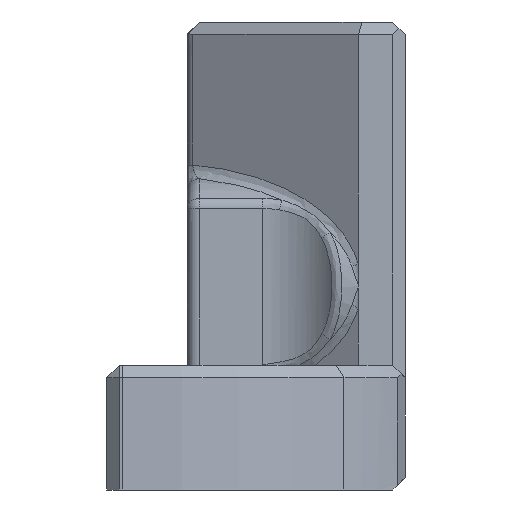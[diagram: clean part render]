
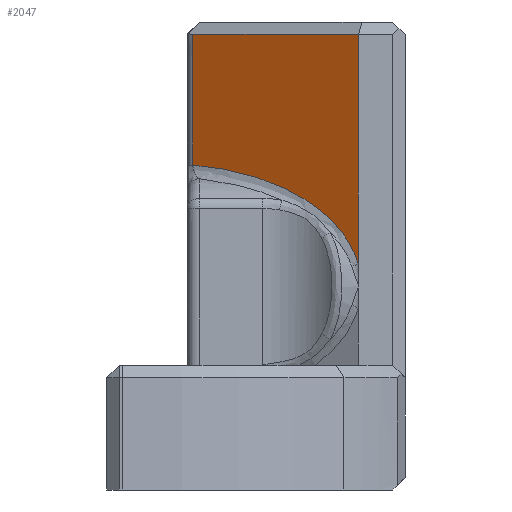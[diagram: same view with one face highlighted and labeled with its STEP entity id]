
A CAD part, left-side view. The second image highlights one B-rep face of the part: STEP entity #2047.
In plain terms, the highlighted planar face has unit normal (-0.843, 0.537, 0).
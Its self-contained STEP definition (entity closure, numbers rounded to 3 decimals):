
#45=ELLIPSE('',#2203,7.258,3.9);
#67=PLANE('',#2213);
#191=LINE('',#3188,#380);
#209=LINE('',#3356,#398);
#212=LINE('',#3361,#401);
#380=VECTOR('',#2426,10.);
#398=VECTOR('',#2470,10.);
#401=VECTOR('',#2475,10.);
#606=FACE_OUTER_BOUND('',#733,.T.);
#733=EDGE_LOOP('',(#1508,#1509,#1510,#1511));
#927=VERTEX_POINT('',#3167);
#931=VERTEX_POINT('',#3187);
#933=VERTEX_POINT('',#3217);
#955=VERTEX_POINT('',#3355);
#1129=EDGE_CURVE('',#927,#931,#191,.T.);
#1133=EDGE_CURVE('',#933,#927,#45,.T.);
#1161=EDGE_CURVE('',#931,#955,#209,.T.);
#1164=EDGE_CURVE('',#933,#955,#212,.T.);
#1508=ORIENTED_EDGE('',*,*,#1129,.F.);
#1509=ORIENTED_EDGE('',*,*,#1133,.F.);
#1510=ORIENTED_EDGE('',*,*,#1164,.T.);
#1511=ORIENTED_EDGE('',*,*,#1161,.F.);
#2047=ADVANCED_FACE('',(#606),#67,.T.);
#2203=AXIS2_PLACEMENT_3D('',#3219,#2433,#2434);
#2213=AXIS2_PLACEMENT_3D('',#3360,#2473,#2474);
#2426=DIRECTION('',(0.,0.,1.));
#2433=DIRECTION('center_axis',(-0.843,0.537,0.));
#2434=DIRECTION('ref_axis',(-0.537,-0.843,0.));
#2470=DIRECTION('',(-0.537,-0.843,0.));
#2473=DIRECTION('center_axis',(-0.843,0.537,0.));
#2474=DIRECTION('ref_axis',(-0.537,-0.843,0.));
#2475=DIRECTION('',(0.,0.,1.));
#3167=CARTESIAN_POINT('',(-34.973,0.743,10.413));
#3187=CARTESIAN_POINT('',(-34.973,0.743,14.6));
#3188=CARTESIAN_POINT('',(-34.973,0.743,2.));
#3217=CARTESIAN_POINT('',(-38.355,-4.566,7.236));
#3219=CARTESIAN_POINT('Origin',(-34.517,1.457,6.54));
#3355=CARTESIAN_POINT('',(-38.355,-4.566,14.6));
#3356=CARTESIAN_POINT('',(-35.647,-0.316,14.6));
#3360=CARTESIAN_POINT('Origin',(-34.855,0.928,4.));
#3361=CARTESIAN_POINT('',(-38.355,-4.566,4.));
